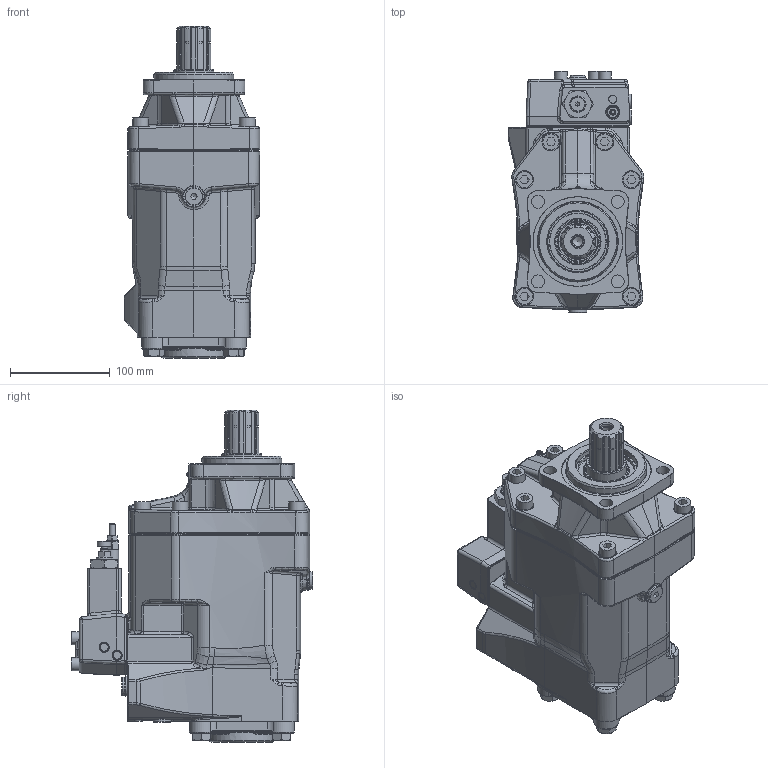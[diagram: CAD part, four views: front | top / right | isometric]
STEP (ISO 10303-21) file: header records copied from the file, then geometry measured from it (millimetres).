
FILE_DESCRIPTION(/* description */ (''),/* implementation_level */ '2;1');
FILE_NAME(/* name */ 'tqrhdgun..stp',/* time_stamp */ '2020-05-04T15:37:24+00:00',/* author */ ('InventorETOServices'),/* organization */ (''),/* preprocessor_version */ 'ST-DEVELOPER v18.1',/* originating_system */ 'Autodesk Inventor 2021',/* authorisation */ '');
FILE_SCHEMA (('AUTOMOTIVE_DESIGN { 1 0 10303 214 3 1 1 }'));
Length unit declared in the file: millimetre
Products named in the file (3): Intent; VP1.5F6859B36F11711A03BBF672BDD5B1A2; 3786938.CD4C98FCCD25F819AC10112BEAA05B5B
Assembly tree (2 placements, depth 3):
  Intent
    VP1.5F6859B36F11711A03BBF672BDD5B1A2
      3786938.CD4C98FCCD25F819AC10112BEAA05B5B
Bounding box: 136.24 x 242.06 x 333 mm (x, y, z)
Volume: 4991749.6 mm3; surface area: 290663.5 mm2
Topology: 1 solids, 2 shells, 1958 faces, 5058 edges, 3226 vertices
Faces by surface type: plane 935, cylinder 502, bspline 315, torus 103, cone 82, sphere 21
Full cylindrical faces by diameter (mm): 1 x1, 3 x3, 3.2 x1, 3.3 x1, 6 x4, 8 x1, 10 x11, 11.5 x8, 11.7 x1, 12.3 x1, 12.8 x1, 13 x7, 14 x3, 14.2 x2, 16 x6, 16.5 x1, 17 x2, 18 x8, 20.6 x3, 22 x3, 27 x1, 30 x1, 35 x1, 40 x2, 41.68 x1, 41.89 x1, 45 x2, 50 x1, 57 x1, 62 x1
Entity records: 75011 total; most frequent: CARTESIAN_POINT 27495, ORIENTED_EDGE 10108, DIRECTION 8912, EDGE_CURVE 5054, VERTEX_POINT 3226, AXIS2_PLACEMENT_3D 3094, LINE 2724, VECTOR 2724
